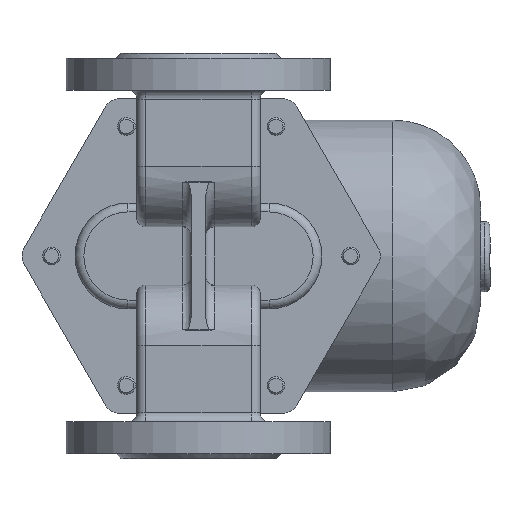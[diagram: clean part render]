
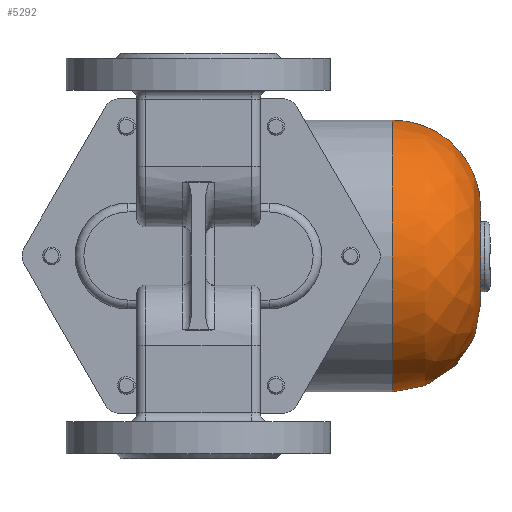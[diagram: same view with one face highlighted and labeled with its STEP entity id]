
A CAD part, front view. The second image highlights one B-rep face of the part: STEP entity #5292.
In plain terms, the highlighted free-form (B-spline) face has degree [2, 2] with [3, 9] control points.
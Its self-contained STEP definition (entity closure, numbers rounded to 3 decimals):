
#144=(
BOUNDED_SURFACE()
B_SPLINE_SURFACE(2,2,((#10224,#10225,#10226,#10227,#10228,#10229,#10230,
#10231,#10232),(#10233,#10234,#10235,#10236,#10237,#10238,#10239,#10240,
#10241),(#10242,#10243,#10244,#10245,#10246,#10247,#10248,#10249,#10250)),
 .UNSPECIFIED.,.F.,.T.,.F.)
B_SPLINE_SURFACE_WITH_KNOTS((3,3),(3,2,2,2,3),(0.,1.571),(-3.142,
-1.571,0.,1.571,3.142),.UNSPECIFIED.)
GEOMETRIC_REPRESENTATION_ITEM()
RATIONAL_B_SPLINE_SURFACE(((1.,0.707,1.,0.707,1.,
0.707,1.,0.707,1.),(0.707,0.5,0.707,
0.5,0.707,0.5,0.707,0.5,0.707),(1.,
0.707,1.,0.707,1.,0.707,1.,0.707,
1.)))
REPRESENTATION_ITEM('')
SURFACE()
);
#1379=FACE_OUTER_BOUND('',#1711,.T.);
#1711=EDGE_LOOP('',(#4495,#4496,#4497,#4498,#4499));
#1982=CIRCLE('',#5794,77.089);
#1983=CIRCLE('',#5795,77.089);
#2039=CIRCLE('',#5905,27.089);
#2040=CIRCLE('',#5906,50.);
#2334=VERTEX_POINT('',#8620);
#2335=VERTEX_POINT('',#8621);
#2483=VERTEX_POINT('',#10251);
#2952=EDGE_CURVE('',#2334,#2335,#1982,.T.);
#2959=EDGE_CURVE('',#2335,#2334,#1983,.T.);
#3169=EDGE_CURVE('',#2483,#2483,#2039,.T.);
#3170=EDGE_CURVE('',#2483,#2335,#2040,.T.);
#4495=ORIENTED_EDGE('',*,*,#3169,.T.);
#4496=ORIENTED_EDGE('',*,*,#3170,.T.);
#4497=ORIENTED_EDGE('',*,*,#2959,.T.);
#4498=ORIENTED_EDGE('',*,*,#2952,.T.);
#4499=ORIENTED_EDGE('',*,*,#3170,.F.);
#5292=ADVANCED_FACE('',(#1379),#144,.F.);
#5794=AXIS2_PLACEMENT_3D('',#8622,#6910,#6911);
#5795=AXIS2_PLACEMENT_3D('',#8717,#6913,#6914);
#5905=AXIS2_PLACEMENT_3D('',#10252,#7231,#7232);
#5906=AXIS2_PLACEMENT_3D('',#10253,#7233,#7234);
#6910=DIRECTION('center_axis',(1.,0.,0.));
#6911=DIRECTION('ref_axis',(0.,-1.,0.));
#6913=DIRECTION('center_axis',(1.,0.,0.));
#6914=DIRECTION('ref_axis',(0.,-1.,0.));
#7231=DIRECTION('center_axis',(-1.,0.,0.));
#7232=DIRECTION('ref_axis',(0.,-1.,0.));
#7233=DIRECTION('center_axis',(0.,-1.,0.));
#7234=DIRECTION('ref_axis',(0.,0.,1.));
#8620=CARTESIAN_POINT('',(77.,67.321,71.5));
#8621=CARTESIAN_POINT('',(77.,144.41,148.589));
#8622=CARTESIAN_POINT('Origin',(77.,144.41,71.5));
#8717=CARTESIAN_POINT('Origin',(77.,144.41,71.5));
#10224=CARTESIAN_POINT('Ctrl Pts',(77.,144.41,148.589));
#10225=CARTESIAN_POINT('Ctrl Pts',(77.,67.321,148.589));
#10226=CARTESIAN_POINT('Ctrl Pts',(77.,67.321,71.5));
#10227=CARTESIAN_POINT('Ctrl Pts',(77.,67.321,-5.589));
#10228=CARTESIAN_POINT('Ctrl Pts',(77.,144.41,-5.589));
#10229=CARTESIAN_POINT('Ctrl Pts',(77.,221.499,-5.589));
#10230=CARTESIAN_POINT('Ctrl Pts',(77.,221.499,71.5));
#10231=CARTESIAN_POINT('Ctrl Pts',(77.,221.499,148.589));
#10232=CARTESIAN_POINT('Ctrl Pts',(77.,144.41,148.589));
#10233=CARTESIAN_POINT('Ctrl Pts',(127.,144.41,148.589));
#10234=CARTESIAN_POINT('Ctrl Pts',(127.,67.321,148.589));
#10235=CARTESIAN_POINT('Ctrl Pts',(127.,67.321,71.5));
#10236=CARTESIAN_POINT('Ctrl Pts',(127.,67.321,-5.589));
#10237=CARTESIAN_POINT('Ctrl Pts',(127.,144.41,-5.589));
#10238=CARTESIAN_POINT('Ctrl Pts',(127.,221.499,-5.589));
#10239=CARTESIAN_POINT('Ctrl Pts',(127.,221.499,71.5));
#10240=CARTESIAN_POINT('Ctrl Pts',(127.,221.499,148.589));
#10241=CARTESIAN_POINT('Ctrl Pts',(127.,144.41,148.589));
#10242=CARTESIAN_POINT('Ctrl Pts',(127.,144.41,98.589));
#10243=CARTESIAN_POINT('Ctrl Pts',(127.,117.321,98.589));
#10244=CARTESIAN_POINT('Ctrl Pts',(127.,117.321,71.5));
#10245=CARTESIAN_POINT('Ctrl Pts',(127.,117.321,44.411));
#10246=CARTESIAN_POINT('Ctrl Pts',(127.,144.41,44.411));
#10247=CARTESIAN_POINT('Ctrl Pts',(127.,171.499,44.411));
#10248=CARTESIAN_POINT('Ctrl Pts',(127.,171.499,71.5));
#10249=CARTESIAN_POINT('Ctrl Pts',(127.,171.499,98.589));
#10250=CARTESIAN_POINT('Ctrl Pts',(127.,144.41,98.589));
#10251=CARTESIAN_POINT('',(127.,144.41,98.589));
#10252=CARTESIAN_POINT('Origin',(127.,144.41,71.5));
#10253=CARTESIAN_POINT('Origin',(77.,144.41,98.589));
